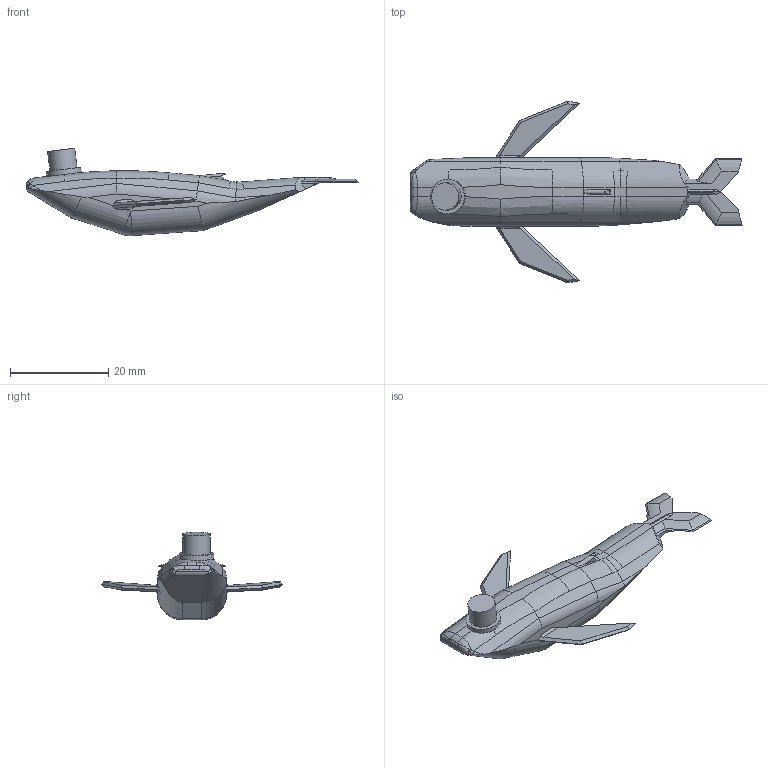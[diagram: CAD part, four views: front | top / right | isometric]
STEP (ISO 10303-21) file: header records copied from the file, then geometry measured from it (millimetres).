
FILE_DESCRIPTION(/* description */ ('STEP AP242','CAx-IF Rec.Pracs.---Representation and Presentation of Product Manufacturing Information (PMI)---4.0---2014-10-13','CAx-IF Rec.Pracs.---3D Tessellated Geometry---0.4---2014-09-14','2;1'),/* implementation_level */ '2;1');
FILE_NAME(/* name */ '667ebde1d2ed7d1457f2d48c',/* time_stamp */ '2024-06-28T13:42:58Z',/* author */ (''),/* organization */ (''),/* preprocessor_version */ 'ST-DEVELOPER v20',/* originating_system */ ' ',/* authorisation */ ' ');
FILE_SCHEMA (('AP242_MANAGED_MODEL_BASED_3D_ENGINEERING_MIM_LF { 1 0 10303 442 1 1 4 }'));
Length unit declared in the file: metre
Products named in the file (1): Bartholomew the Destroyer
Bounding box: 67.49 x 36.93 x 17.78 mm (x, y, z)
Volume: 5909.3 mm3; surface area: 2787.4 mm2
Topology: 1 solids, 1 shells, 150 faces, 383 edges, 231 vertices
Faces by surface type: plane 81, cylinder 43, bspline 19, sphere 5, torus 2
Full cylindrical faces by diameter (mm): 5.559 x1, 7 x1
Entity records: 4637 total; most frequent: CARTESIAN_POINT 1093, ORIENTED_EDGE 744, DIRECTION 712, EDGE_CURVE 372, AXIS2_PLACEMENT_3D 244, VERTEX_POINT 227, LINE 224, VECTOR 224
